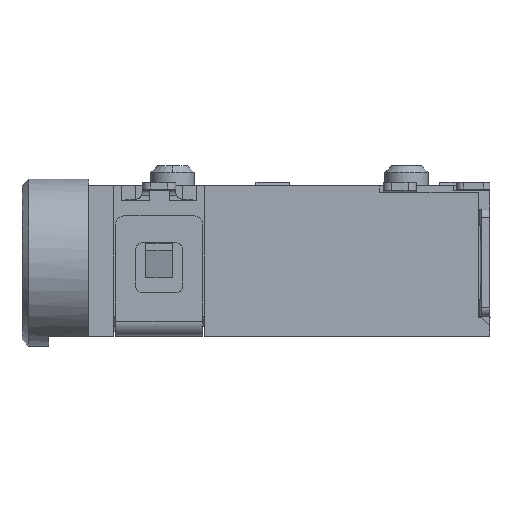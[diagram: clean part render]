
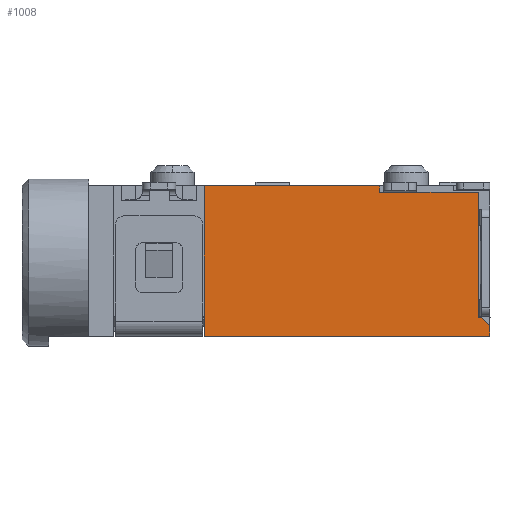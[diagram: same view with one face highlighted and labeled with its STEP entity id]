
A CAD part, left-side view. The second image highlights one B-rep face of the part: STEP entity #1008.
In plain terms, the highlighted planar face has unit normal (-1, 0, 0).
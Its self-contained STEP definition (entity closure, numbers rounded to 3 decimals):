
#1008=ADVANCED_FACE('NONE',(#2232),#2233,.F.);
#2232=FACE_OUTER_BOUND('',#3896,.T.);
#2233=PLANE('',#3897);
#3896=EDGE_LOOP('',(#7060,#7061,#7062,#7063,#7064,#7065,#7066,#7067,#7068));
#3897=AXIS2_PLACEMENT_3D('',#7069,#7070,#7071);
#7060=ORIENTED_EDGE('',*,*,#10068,.F.);
#7061=ORIENTED_EDGE('',*,*,#10081,.F.);
#7062=ORIENTED_EDGE('',*,*,#10295,.T.);
#7063=ORIENTED_EDGE('',*,*,#10296,.F.);
#7064=ORIENTED_EDGE('',*,*,#10291,.F.);
#7065=ORIENTED_EDGE('',*,*,#10214,.F.);
#7066=ORIENTED_EDGE('',*,*,#10297,.F.);
#7067=ORIENTED_EDGE('',*,*,#10208,.F.);
#7068=ORIENTED_EDGE('',*,*,#10073,.F.);
#7069=CARTESIAN_POINT('',(74.812,10.379,-36.615));
#7070=DIRECTION('',(1.0,0.,0.));
#7071=DIRECTION('',(0.0,0.,1.0));
#10068=EDGE_CURVE('NONE',#12378,#12380,#12381,.T.);
#10073=EDGE_CURVE('NONE',#12380,#12388,#12389,.T.);
#10081=EDGE_CURVE('NONE',#12400,#12378,#12401,.T.);
#10208=EDGE_CURVE('NONE',#12388,#12585,#12586,.T.);
#10214=EDGE_CURVE('NONE',#12593,#12595,#12596,.T.);
#10291=EDGE_CURVE('NONE',#12595,#12702,#12703,.T.);
#10295=EDGE_CURVE('NONE',#12400,#12708,#12709,.T.);
#10296=EDGE_CURVE('NONE',#12702,#12708,#12710,.T.);
#10297=EDGE_CURVE('NONE',#12585,#12593,#12711,.T.);
#12378=VERTEX_POINT('NONE',#16915);
#12380=VERTEX_POINT('NONE',#16918);
#12381=LINE('',#16919,#16920);
#12388=VERTEX_POINT('NONE',#16930);
#12389=LINE('',#16931,#16932);
#12400=VERTEX_POINT('NONE',#16948);
#12401=LINE('',#16949,#16950);
#12585=VERTEX_POINT('NONE',#17315);
#12586=LINE('',#17316,#17317);
#12593=VERTEX_POINT('NONE',#17327);
#12595=VERTEX_POINT('NONE',#17330);
#12596=LINE('',#17331,#17332);
#12702=VERTEX_POINT('NONE',#17556);
#12703=LINE('',#17557,#17558);
#12708=VERTEX_POINT('NONE',#17565);
#12709=LINE('',#17566,#17567);
#12710=LINE('',#17568,#17569);
#12711=LINE('',#17570,#17571);
#16915=CARTESIAN_POINT('',(74.812,10.662,-32.818));
#16918=CARTESIAN_POINT('',(74.812,10.662,-36.548));
#16919=CARTESIAN_POINT('',(74.812,10.662,-36.615));
#16920=VECTOR('',#20545,1000.0);
#16930=CARTESIAN_POINT('',(74.812,10.562,-36.548));
#16931=CARTESIAN_POINT('',(74.812,10.379,-36.548));
#16932=VECTOR('',#20549,1000.0);
#16948=CARTESIAN_POINT('',(74.812,13.612,-32.818));
#16949=CARTESIAN_POINT('',(74.812,10.379,-32.818));
#16950=VECTOR('',#20555,1000.0);
#17315=CARTESIAN_POINT('',(74.812,10.312,-36.798));
#17316=CARTESIAN_POINT('',(74.812,10.562,-36.548));
#17317=VECTOR('',#20637,1000.0);
#17327=CARTESIAN_POINT('',(74.812,10.312,-37.118));
#17330=CARTESIAN_POINT('',(74.812,18.862,-37.118));
#17331=CARTESIAN_POINT('',(74.812,10.379,-37.118));
#17332=VECTOR('',#20642,1000.0);
#17556=CARTESIAN_POINT('',(74.812,18.862,-32.618));
#17557=CARTESIAN_POINT('',(74.812,18.862,-36.615));
#17558=VECTOR('',#20695,1000.0);
#17565=CARTESIAN_POINT('',(74.812,13.612,-32.618));
#17566=CARTESIAN_POINT('',(74.812,13.612,-32.924));
#17567=VECTOR('',#20698,1000.0);
#17568=CARTESIAN_POINT('',(74.812,10.312,-32.618));
#17569=VECTOR('',#20699,1000.0);
#17570=CARTESIAN_POINT('',(74.812,10.312,-32.718));
#17571=VECTOR('',#20700,1000.0);
#20545=DIRECTION('',(0.,0.,-1.0));
#20549=DIRECTION('',(0.,-1.0,-0.0));
#20555=DIRECTION('',(0.,-1.0,-0.0));
#20637=DIRECTION('',(0.0,-0.707,-0.707));
#20642=DIRECTION('',(0.,1.0,0.0));
#20695=DIRECTION('',(0.,0.,1.0));
#20698=DIRECTION('',(0.0,0.,1.0));
#20699=DIRECTION('',(0.0,-1.0,0.));
#20700=DIRECTION('',(0.0,0.,-1.0));
